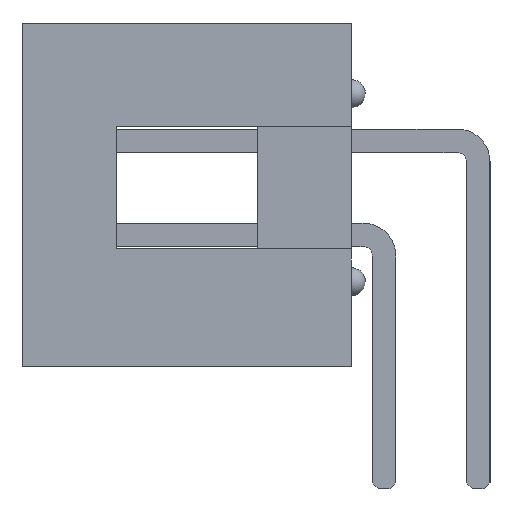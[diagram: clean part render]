
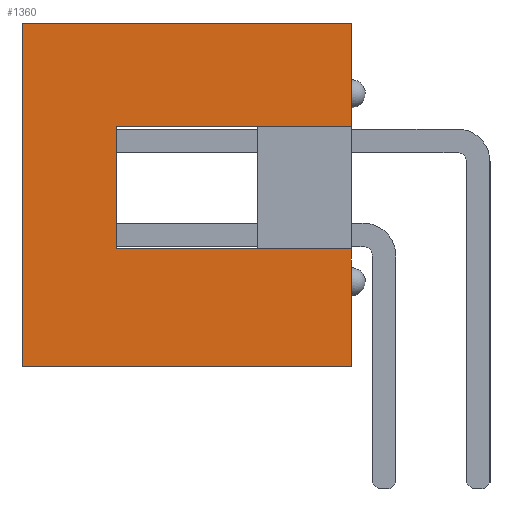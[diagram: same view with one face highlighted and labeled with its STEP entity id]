
A CAD part, left-side view. The second image highlights one B-rep face of the part: STEP entity #1360.
In plain terms, the highlighted planar face has unit normal (-1, 0, 0).
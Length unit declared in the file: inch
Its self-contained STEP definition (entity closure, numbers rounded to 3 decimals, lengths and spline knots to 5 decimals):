
#1360=ADVANCED_FACE( '', ( #2221 ), #2222, .F. );
#1453=DIRECTION( '', ( 0., 0., 1. ) );
#2221=FACE_OUTER_BOUND( '', #3075, .T. );
#2222=PLANE( '', #3076 );
#3075=EDGE_LOOP( '', ( #7020, #7021, #7022, #7023, #7024, #7025, #7026, #7027 ) );
#3076=AXIS2_PLACEMENT_3D( '', #7028, #3182, #3183 );
#3182=DIRECTION( '', ( 1., 0., 0. ) );
#3183=DIRECTION( '', ( 0., 0., -1. ) );
#3196=DIRECTION( '', ( 0., 0., -1. ) );
#3203=DIRECTION( '', ( 0., -1., 0. ) );
#5886=CARTESIAN_POINT( '', ( -1.15, 0.25, -0.065 ) );
#7020=ORIENTED_EDGE( '', *, *, #9497, .F. );
#7021=ORIENTED_EDGE( '', *, *, #8505, .F. );
#7022=ORIENTED_EDGE( '', *, *, #7641, .F. );
#7023=ORIENTED_EDGE( '', *, *, #9225, .F. );
#7024=ORIENTED_EDGE( '', *, *, #9483, .T. );
#7025=ORIENTED_EDGE( '', *, *, #8644, .T. );
#7026=ORIENTED_EDGE( '', *, *, #7637, .F. );
#7027=ORIENTED_EDGE( '', *, *, #8539, .F. );
#7028=CARTESIAN_POINT( '', ( -1.15, 0., 0. ) );
#7637=EDGE_CURVE( '', #9829, #9831, #9832, .T. );
#7641=EDGE_CURVE( '', #9837, #9839, #9832, .T. );
#8505=EDGE_CURVE( '', #9839, #11052, #11053, .T. );
#8539=EDGE_CURVE( '', #11100, #9829, #11102, .T. );
#8644=EDGE_CURVE( '', #11244, #9831, #11245, .T. );
#9225=EDGE_CURVE( '', #11907, #9837, #11909, .T. );
#9483=EDGE_CURVE( '', #11907, #11244, #12142, .T. );
#9497=EDGE_CURVE( '', #11052, #11100, #12150, .T. );
#9829=VERTEX_POINT( '', #12369 );
#9831=VERTEX_POINT( '', #12370 );
#9832=LINE( '', #12369, #12202 );
#9837=VERTEX_POINT( '', #12373 );
#9839=VERTEX_POINT( '', #12374 );
#11052=VERTEX_POINT( '', #13168 );
#11053=LINE( '', #12374, #12198 );
#11100=VERTEX_POINT( '', #13190 );
#11102=LINE( '', #13190, #12170 );
#11244=VERTEX_POINT( '', #13267 );
#11245=LINE( '', #13267, #13022 );
#11907=VERTEX_POINT( '', #5886 );
#11909=LINE( '', #5886, #13022 );
#12142=LINE( '', #13715, #12205 );
#12150=LINE( '', #13168, #12205 );
#12170=VECTOR( '', #3203, 39.37008 );
#12198=VECTOR( '', #13729, 39.37008 );
#12202=VECTOR( '', #3196, 39.37008 );
#12205=VECTOR( '', #1453, 39.37008 );
#12369=CARTESIAN_POINT( '', ( -1.15, 0., 0.175 ) );
#12370=CARTESIAN_POINT( '', ( -1.15, 0., 0.065 ) );
#12373=CARTESIAN_POINT( '', ( -1.15, 0., -0.065 ) );
#12374=CARTESIAN_POINT( '', ( -1.15, 0., -0.19 ) );
#13022=VECTOR( '', #13791, 39.37008 );
#13168=CARTESIAN_POINT( '', ( -1.15, 0.35, -0.19 ) );
#13190=CARTESIAN_POINT( '', ( -1.15, 0.35, 0.175 ) );
#13267=CARTESIAN_POINT( '', ( -1.15, 0.25, 0.065 ) );
#13715=CARTESIAN_POINT( '', ( -1.15, 0.25, 0. ) );
#13729=DIRECTION( '', ( 0., 1., 0. ) );
#13791=DIRECTION( '', ( 0., -1., 0. ) );
